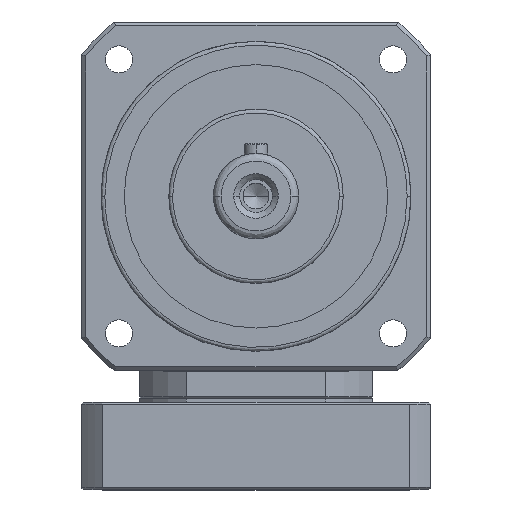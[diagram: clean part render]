
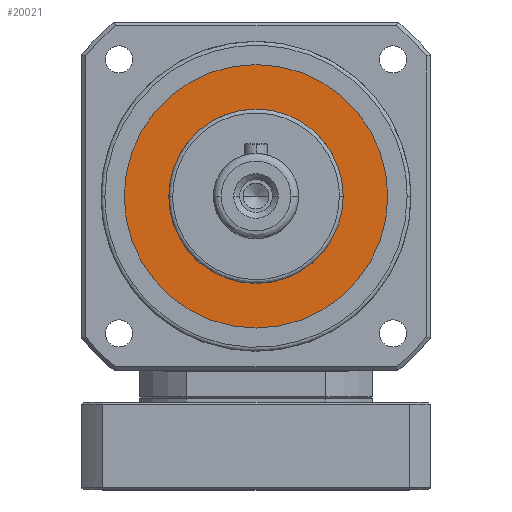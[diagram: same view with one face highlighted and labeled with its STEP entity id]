
A CAD part, top view. The second image highlights one B-rep face of the part: STEP entity #20021.
In plain terms, the highlighted planar face has unit normal (0, 0, 1).
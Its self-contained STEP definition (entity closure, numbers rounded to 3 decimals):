
#666 = ORIENTED_EDGE ( 'NONE', *, *, #25902, .T. ) ;
#684 = DIRECTION ( 'NONE',  ( 0., 0., -1. ) ) ;
#2097 = AXIS2_PLACEMENT_3D ( 'NONE', #14215, #684, #16434 ) ;
#2839 = DIRECTION ( 'NONE',  ( 0., 0., -1. ) ) ;
#4853 = DIRECTION ( 'NONE',  ( 0., 0., 1. ) ) ;
#6271 = PLANE ( 'NONE',  #14544 ) ;
#8390 = EDGE_CURVE ( 'NONE', #12024, #15331, #13461, .T. ) ;
#8629 = DIRECTION ( 'NONE',  ( 0., 0., 1. ) ) ;
#8819 = EDGE_CURVE ( 'NONE', #10751, #26856, #26946, .T. ) ;
#10267 = DIRECTION ( 'NONE',  ( 0., 0., 1. ) ) ;
#10751 = VERTEX_POINT ( 'NONE', #13157 ) ;
#12024 = VERTEX_POINT ( 'NONE', #12357 ) ;
#12357 = CARTESIAN_POINT ( 'NONE',  ( -22.5, 0., 109.49 ) ) ;
#12951 = FACE_OUTER_BOUND ( 'NONE', #14651, .T. ) ;
#13157 = CARTESIAN_POINT ( 'NONE',  ( 34., 0., 109.49 ) ) ;
#13461 = CIRCLE ( 'NONE', #21402, 22.5 ) ;
#14215 = CARTESIAN_POINT ( 'NONE',  ( 0., 0., 109.49 ) ) ;
#14401 = CARTESIAN_POINT ( 'NONE',  ( -34., 0., 109.49 ) ) ;
#14544 = AXIS2_PLACEMENT_3D ( 'NONE', #22078, #8629, #24265 ) ;
#14651 = EDGE_LOOP ( 'NONE', ( #666, #17643 ) ) ;
#15331 = VERTEX_POINT ( 'NONE', #25514 ) ;
#16315 = CARTESIAN_POINT ( 'NONE',  ( 0., 0., 109.49 ) ) ;
#16434 = DIRECTION ( 'NONE',  ( -1., 0., 0. ) ) ;
#16657 = AXIS2_PLACEMENT_3D ( 'NONE', #18260, #4853, #20568 ) ;
#17643 = ORIENTED_EDGE ( 'NONE', *, *, #8819, .T. ) ;
#18260 = CARTESIAN_POINT ( 'NONE',  ( 0., 0., 109.49 ) ) ;
#18578 = DIRECTION ( 'NONE',  ( -1., 0., 0. ) ) ;
#19530 = ORIENTED_EDGE ( 'NONE', *, *, #8390, .T. ) ;
#20021 = ADVANCED_FACE ( 'NONE', ( #12951, #24862 ), #6271, .T. ) ;
#20568 = DIRECTION ( 'NONE',  ( -1., 0., 0. ) ) ;
#20844 = EDGE_CURVE ( 'NONE', #15331, #12024, #23361, .T. ) ;
#21402 = AXIS2_PLACEMENT_3D ( 'NONE', #16315, #2839, #18578 ) ;
#22078 = CARTESIAN_POINT ( 'NONE',  ( 0., 0., 109.49 ) ) ;
#22271 = AXIS2_PLACEMENT_3D ( 'NONE', #23679, #10267, #25871 ) ;
#23252 = ORIENTED_EDGE ( 'NONE', *, *, #20844, .T. ) ;
#23361 = CIRCLE ( 'NONE', #2097, 22.5 ) ;
#23534 = EDGE_LOOP ( 'NONE', ( #19530, #23252 ) ) ;
#23679 = CARTESIAN_POINT ( 'NONE',  ( 0., 0., 109.49 ) ) ;
#23829 = CIRCLE ( 'NONE', #22271, 34. ) ;
#24265 = DIRECTION ( 'NONE',  ( 1., 0., 0. ) ) ;
#24862 = FACE_BOUND ( 'NONE', #23534, .T. ) ;
#25514 = CARTESIAN_POINT ( 'NONE',  ( 22.5, 0., 109.49 ) ) ;
#25871 = DIRECTION ( 'NONE',  ( -1., 0., 0. ) ) ;
#25902 = EDGE_CURVE ( 'NONE', #26856, #10751, #23829, .T. ) ;
#26856 = VERTEX_POINT ( 'NONE', #14401 ) ;
#26946 = CIRCLE ( 'NONE', #16657, 34. ) ;
